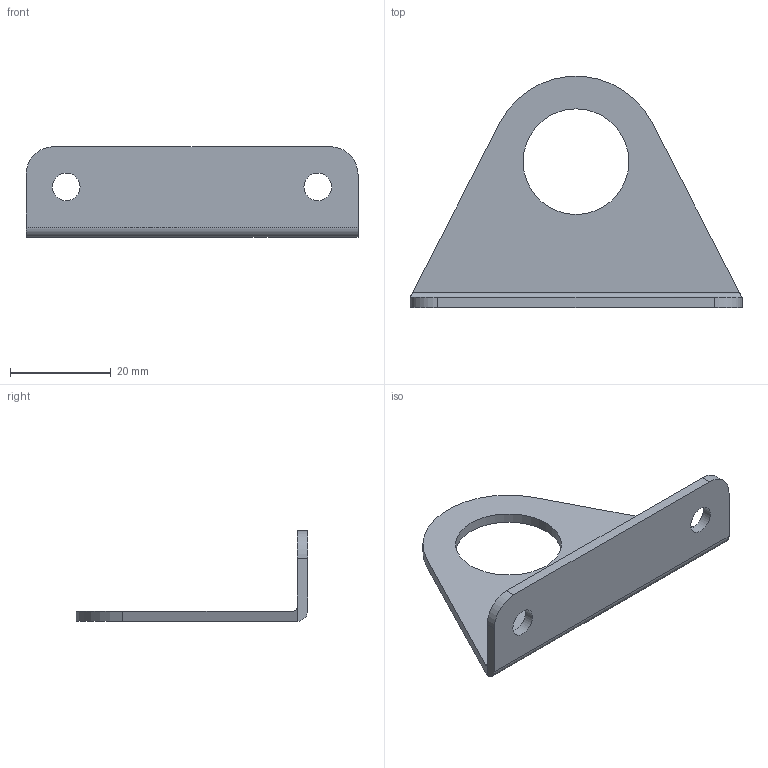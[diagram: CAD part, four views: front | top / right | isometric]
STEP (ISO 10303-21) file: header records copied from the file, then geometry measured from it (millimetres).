
FILE_DESCRIPTION(/* description */ ('STEP AP214'),/* implementation_level */ '2;1');
FILE_NAME(/* name */ '8713_HSE-1_2',/* time_stamp */ '2024-08-29T11:51:46+02:00',/* author */ ('License CC BY-ND 4.0'),/* organization */ ('CADENAS'),/* preprocessor_version */ 'ST-DEVELOPER v19.3',/* originating_system */ 'PARTsolutions',/* authorisation */ ' ');
FILE_SCHEMA (('AUTOMOTIVE_DESIGN {1 0 10303 214 3 1 1}'));
Length unit declared in the file: millimetre
Products named in the file (1): 8713 HSE-1_2
Bounding box: 66 x 45.94 x 18 mm (x, y, z)
Volume: 5264.6 mm3; surface area: 5847.4 mm2
Topology: 1 solids, 1 shells, 17 faces, 44 edges, 29 vertices
Faces by surface type: plane 9, cylinder 8
Full cylindrical faces by diameter (mm): 5.5 x2, 21 x1
Entity records: 526 total; most frequent: DIRECTION 90, CARTESIAN_POINT 82, ORIENTED_EDGE 76, EDGE_CURVE 38, AXIS2_PLACEMENT_3D 34, VERTEX_POINT 26, EDGE_LOOP 26, FACE_BOUND 26
